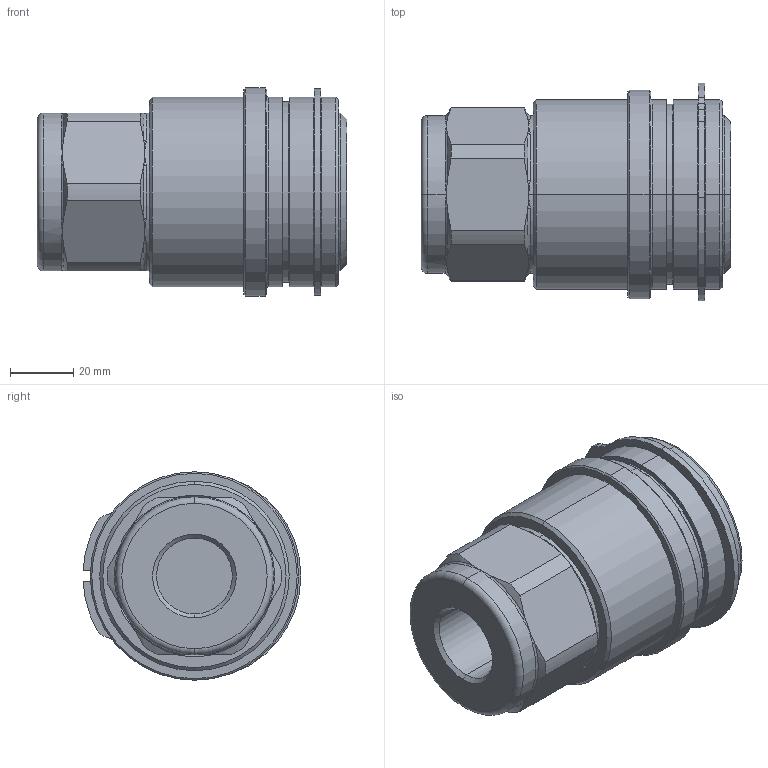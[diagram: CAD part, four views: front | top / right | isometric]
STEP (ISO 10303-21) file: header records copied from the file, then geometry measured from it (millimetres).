
FILE_DESCRIPTION (( 'STEP AP214' ), '1' );
FILE_NAME ('FF7510 CE.STEP', '2011-02-24T08:10:43', ( 'admin' ), ( 'Microsoft' ), 'SwSTEP 2.0', 'SolidWorks 2009', '' );
FILE_SCHEMA (( 'AUTOMOTIVE_DESIGN' ));
Length unit declared in the file: millimetre
Products named in the file (1): FF7510 CE
Bounding box: 98 x 68.95 x 66 mm (x, y, z)
Volume: 242449 mm3; surface area: 28974 mm2
Topology: 1 solids, 1 shells, 172 faces, 408 edges, 230 vertices
Faces by surface type: cylinder 46, torus 42, cone 30, plane 30, bspline 24
Entity records: 5317 total; most frequent: CARTESIAN_POINT 1525, DIRECTION 836, ORIENTED_EDGE 768, EDGE_CURVE 384, AXIS2_PLACEMENT_3D 377, VERTEX_POINT 230, CIRCLE 228, EDGE_LOOP 192
